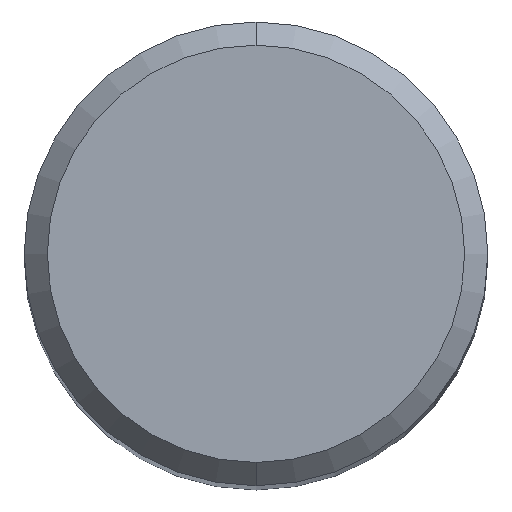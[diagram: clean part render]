
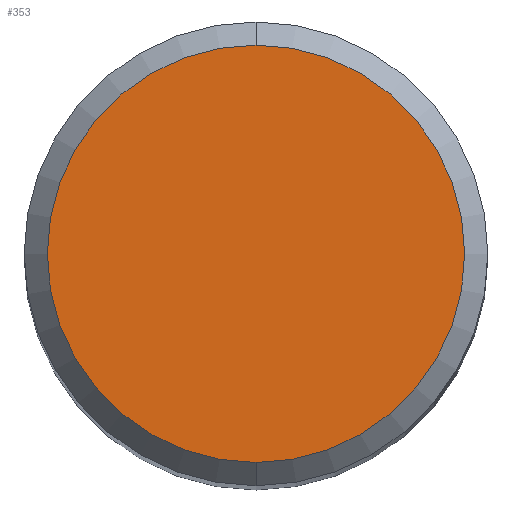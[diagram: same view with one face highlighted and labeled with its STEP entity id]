
A CAD part, top view. The second image highlights one B-rep face of the part: STEP entity #353.
In plain terms, the highlighted planar face has unit normal (0, 0, 1).
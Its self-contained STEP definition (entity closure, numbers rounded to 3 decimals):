
#181=EDGE_CURVE('',#347,#433,#475,.T.);
#225=EDGE_CURVE('',#433,#347,#522,.T.);
#347=VERTEX_POINT('',#654);
#353=ADVANCED_FACE('',(#661),#662,.T.);
#433=VERTEX_POINT('',#752);
#475=CIRCLE('',#788,3.6);
#522=CIRCLE('',#884,3.6);
#654=CARTESIAN_POINT('',(0.0,3.6,41.654));
#661=FACE_OUTER_BOUND('',#1194,.T.);
#662=PLANE('',#1195);
#752=CARTESIAN_POINT('',(0.,-3.6,41.654));
#788=AXIS2_PLACEMENT_3D('',#1434,#1435,#1436);
#884=AXIS2_PLACEMENT_3D('',#1477,#1478,#1479);
#1194=EDGE_LOOP('',(#1634,#1635));
#1195=AXIS2_PLACEMENT_3D('',#1636,#1637,#1638);
#1434=CARTESIAN_POINT('',(0.0,0.0,41.654));
#1435=DIRECTION('',(0.0,0.0,-1.0));
#1436=DIRECTION('',(0.0,1.0,0.0));
#1477=CARTESIAN_POINT('',(0.0,0.0,41.654));
#1478=DIRECTION('',(0.0,0.0,-1.0));
#1479=DIRECTION('',(0.0,1.0,0.0));
#1634=ORIENTED_EDGE('',*,*,#181,.F.);
#1635=ORIENTED_EDGE('',*,*,#225,.F.);
#1636=CARTESIAN_POINT('',(0.0,1.8,41.654));
#1637=DIRECTION('',(-0.0,0.0,1.0));
#1638=DIRECTION('',(0.0,-1.0,0.0));
